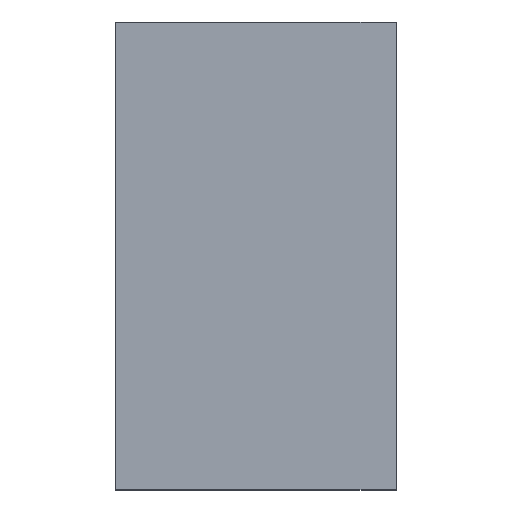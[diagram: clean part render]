
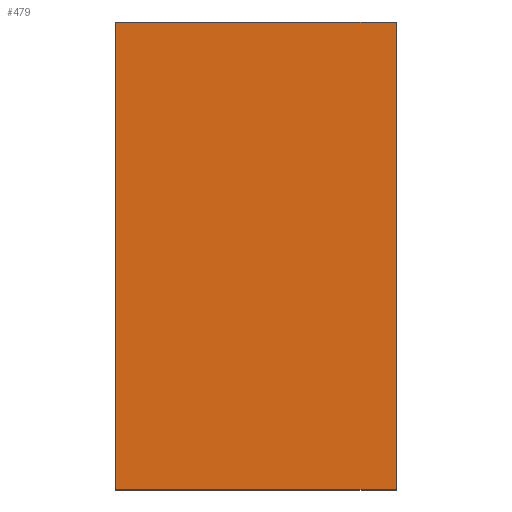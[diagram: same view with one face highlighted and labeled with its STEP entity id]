
A CAD part, top view. The second image highlights one B-rep face of the part: STEP entity #479.
In plain terms, the highlighted planar face has unit normal (0, 0, 1).
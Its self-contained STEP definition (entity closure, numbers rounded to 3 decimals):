
#389 = VERTEX_POINT('',#390);
#390 = CARTESIAN_POINT('',(0.3,0.5,0.351));
#396 = EDGE_CURVE('',#397,#389,#399,.T.);
#397 = VERTEX_POINT('',#398);
#398 = CARTESIAN_POINT('',(0.3,-0.5,0.351)
  );
#399 = LINE('',#400,#401);
#400 = CARTESIAN_POINT('',(0.3,-0.5,0.351)
  );
#401 = VECTOR('',#402,1.);
#402 = DIRECTION('',(0.,1.,0.));
#420 = VERTEX_POINT('',#421);
#421 = CARTESIAN_POINT('',(-0.3,0.5,0.351)
  );
#427 = EDGE_CURVE('',#389,#420,#428,.T.);
#428 = LINE('',#429,#430);
#429 = CARTESIAN_POINT('',(-0.3,0.5,0.351)
  );
#430 = VECTOR('',#431,1.);
#431 = DIRECTION('',(-1.,-0.,-0.));
#444 = VERTEX_POINT('',#445);
#445 = CARTESIAN_POINT('',(-0.3,-0.5,0.351)
  );
#451 = EDGE_CURVE('',#420,#444,#452,.T.);
#452 = LINE('',#453,#454);
#453 = CARTESIAN_POINT('',(-0.3,-0.5,0.351)
  );
#454 = VECTOR('',#455,1.);
#455 = DIRECTION('',(-0.,-1.,-0.));
#468 = EDGE_CURVE('',#444,#397,#469,.T.);
#469 = LINE('',#470,#471);
#470 = CARTESIAN_POINT('',(-0.3,-0.5,0.351)
  );
#471 = VECTOR('',#472,1.);
#472 = DIRECTION('',(1.,0.,0.));
#479 = ADVANCED_FACE('',(#480),#486,.F.);
#480 = FACE_BOUND('',#481,.T.);
#481 = EDGE_LOOP('',(#482,#483,#484,#485));
#482 = ORIENTED_EDGE('',*,*,#396,.T.);
#483 = ORIENTED_EDGE('',*,*,#427,.T.);
#484 = ORIENTED_EDGE('',*,*,#451,.T.);
#485 = ORIENTED_EDGE('',*,*,#468,.T.);
#486 = PLANE('',#487);
#487 = AXIS2_PLACEMENT_3D('',#488,#489,#490);
#488 = CARTESIAN_POINT('',(0.,0.,0.351));
#489 = DIRECTION('',(0.,0.,-1.));
#490 = DIRECTION('',(-1.,0.,0.));
